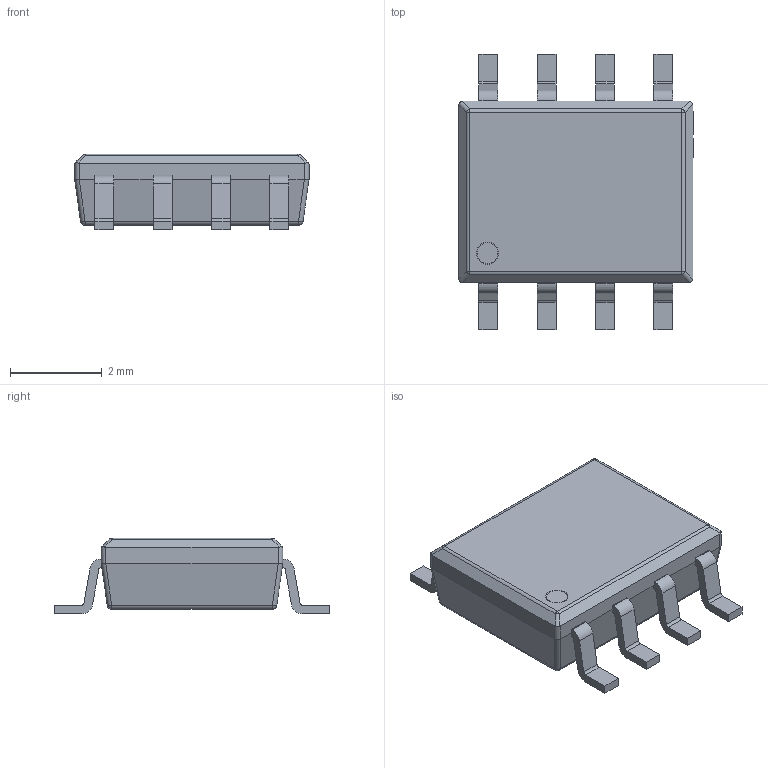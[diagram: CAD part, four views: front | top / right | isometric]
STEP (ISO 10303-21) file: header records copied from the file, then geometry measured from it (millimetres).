
FILE_DESCRIPTION (( 'STEP AP214' ), '1' );
FILE_NAME ('SOP-8_L5.1-W4.0-P1.27-LS6.0-BL.STEP', '2024-09-04T07:07:03', ( 'PC' ), ( 'Microsoft' ), 'SwSTEP 2.0', 'SolidWorks 2020', '' );
FILE_SCHEMA (( 'AUTOMOTIVE_DESIGN' ));
Length unit declared in the file: millimetre
Products named in the file (1): SOP-8_L5.1-W4.0-P1.27-LS6.0-BL
Bounding box: 5.11 x 6 x 1.65 mm (x, y, z)
Volume: 30.7 mm3; surface area: 79.7 mm2
Topology: 1 solids, 1 shells, 373 faces, 1032 edges, 680 vertices
Faces by surface type: plane 213, bspline 98, cylinder 52, sphere 8, torus 2
Entity records: 16459 total; most frequent: CARTESIAN_POINT 3470, ORIENTED_EDGE 2064, DIRECTION 1452, EDGE_CURVE 1032, VECTOR 712, LINE 712, VERTEX_POINT 680, EDGE_LOOP 392
